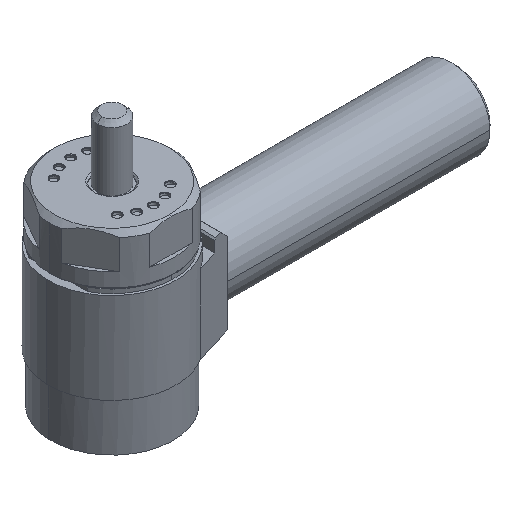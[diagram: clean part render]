
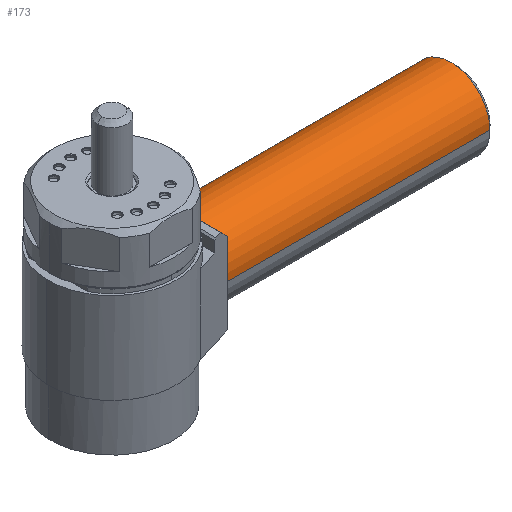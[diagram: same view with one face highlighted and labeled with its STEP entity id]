
A CAD part, isometric view. The second image highlights one B-rep face of the part: STEP entity #173.
In plain terms, the highlighted cylindrical face has radius 8 mm (diameter 16 mm), a partial arc.
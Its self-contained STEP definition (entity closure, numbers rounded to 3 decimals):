
#173=ADVANCED_FACE('',(#335),#336,.T.);
#335=FACE_OUTER_BOUND('',#1345,.T.);
#336=CYLINDRICAL_SURFACE('',#1346,8.0);
#1345=EDGE_LOOP('',(#3824,#3825,#3826,#3827));
#1346=AXIS2_PLACEMENT_3D('',#3828,#3829,#3830);
#3824=ORIENTED_EDGE('',*,*,#4854,.F.);
#3825=ORIENTED_EDGE('',*,*,#4855,.F.);
#3826=ORIENTED_EDGE('',*,*,#4856,.F.);
#3827=ORIENTED_EDGE('',*,*,#4857,.T.);
#3828=CARTESIAN_POINT('',(0.626,-25.992,34.53));
#3829=DIRECTION('',(0.024,-1.,0.));
#3830=DIRECTION('',(1.,0.024,0.));
#4854=EDGE_CURVE('',#5267,#5291,#5292,.T.);
#4855=EDGE_CURVE('',#5270,#5267,#5293,.T.);
#4856=EDGE_CURVE('',#5294,#5270,#5295,.T.);
#4857=EDGE_CURVE('',#5294,#5291,#5296,.T.);
#5267=VERTEX_POINT('',#5991);
#5270=VERTEX_POINT('',#5995);
#5291=VERTEX_POINT('',#6041);
#5292=LINE('',#6042,#6043);
#5293=CIRCLE('',#6044,8.0);
#5294=VERTEX_POINT('',#6045);
#5295=LINE('',#6046,#6047);
#5296=CIRCLE('',#6048,8.0);
#5991=CARTESIAN_POINT('',(-6.336,-69.173,34.53));
#5995=CARTESIAN_POINT('',(9.66,-68.787,34.53));
#6041=CARTESIAN_POINT('',(-7.636,-15.188,34.53));
#6042=CARTESIAN_POINT('',(-7.371,-26.185,34.53));
#6043=VECTOR('',#7068,1.0);
#6044=AXIS2_PLACEMENT_3D('',#7069,#7070,#7071);
#6045=CARTESIAN_POINT('',(8.359,-14.803,34.53));
#6046=CARTESIAN_POINT('',(8.624,-25.8,34.53));
#6047=VECTOR('',#7072,1.0);
#6048=AXIS2_PLACEMENT_3D('',#7073,#7074,#7075);
#7068=DIRECTION('',(-0.024,1.,0.));
#7069=CARTESIAN_POINT('',(1.662,-68.98,34.53));
#7070=DIRECTION('',(0.024,-1.,0.));
#7071=DIRECTION('',(-1.,-0.024,0.));
#7072=DIRECTION('',(0.024,-1.,0.));
#7073=CARTESIAN_POINT('',(0.361,-14.996,34.53));
#7074=DIRECTION('',(0.024,-1.,0.));
#7075=DIRECTION('',(1.,0.024,0.));
